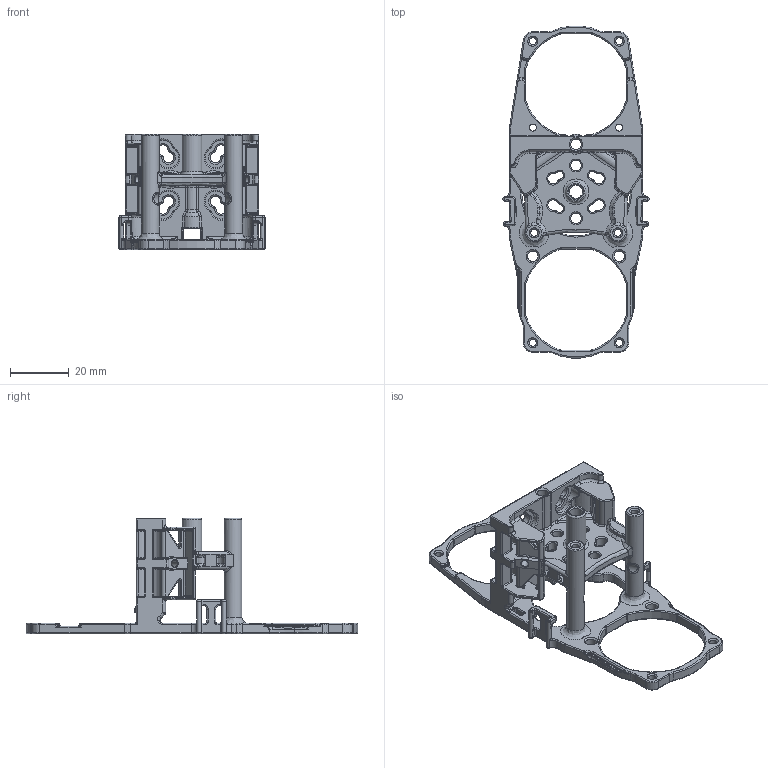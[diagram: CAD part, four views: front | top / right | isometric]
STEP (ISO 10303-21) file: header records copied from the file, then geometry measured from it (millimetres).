
FILE_DESCRIPTION(/* description */ (''),/* implementation_level */ '2;1');
FILE_NAME(/* name */ 'Takeoff V2.1 Mainbody Redrawn By TurtleCrawler.step',/* time_stamp */ '2024-09-03T18:26:05-04:00',/* author */ (''),/* organization */ (''),/* preprocessor_version */ 'ST-DEVELOPER v20',/* originating_system */ 'Autodesk Translation Framework v13.14.0.145',/* authorisation */ '');
FILE_SCHEMA (('AUTOMOTIVE_DESIGN { 1 0 10303 214 3 1 1 }'));
Length unit declared in the file: millimetre
Products named in the file (1): Takeoff Mainbody Redrawn By TurtleCrawler
Bounding box: 49.86 x 113.27 x 39.5 mm (x, y, z)
Volume: 19782.7 mm3; surface area: 17809.6 mm2
Topology: 1 solids, 1 shells, 1739 faces, 4235 edges, 2375 vertices
Faces by surface type: cylinder 616, bspline 463, torus 368, plane 188, cone 94, sphere 10
Full cylindrical faces by diameter (mm): 1.5 x4, 2.4 x10, 3.6 x5, 4.4 x1, 6 x2, 6.8 x1
Entity records: 63342 total; most frequent: CARTESIAN_POINT 25065, ORIENTED_EDGE 8290, DIRECTION 7763, EDGE_CURVE 4145, AXIS2_PLACEMENT_3D 3276, VERTEX_POINT 2375, CIRCLE 1949, EDGE_LOOP 1792
